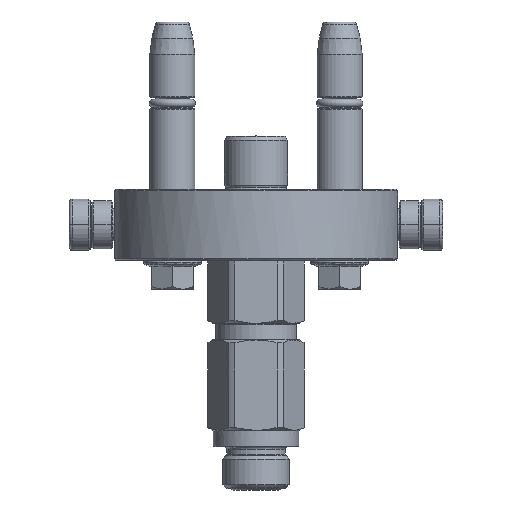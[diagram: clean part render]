
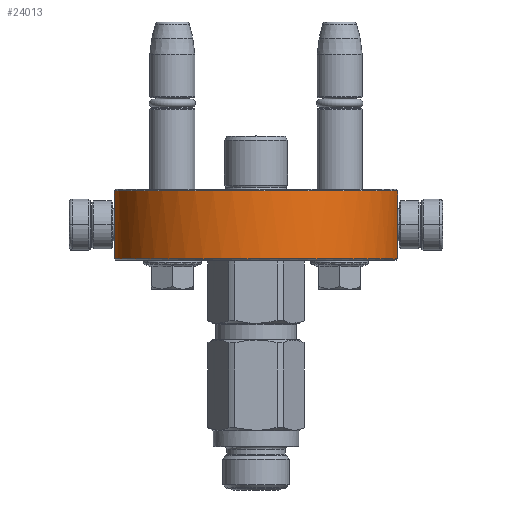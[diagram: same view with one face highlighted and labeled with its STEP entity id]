
A CAD part, left-side view. The second image highlights one B-rep face of the part: STEP entity #24013.
In plain terms, the highlighted cylindrical face has radius 44.75 mm (diameter 89.5 mm), a partial arc.
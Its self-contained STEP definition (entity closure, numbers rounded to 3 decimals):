
#40 = CARTESIAN_POINT ( 'NONE',  ( -8.159, 44., -21.5 ) ) ;
#1018 = CARTESIAN_POINT ( 'NONE',  ( -44.525, 5.174, -0.5 ) ) ;
#1509 = CARTESIAN_POINT ( 'NONE',  ( -24.862, 37.298, -0.5 ) ) ;
#2438 = CARTESIAN_POINT ( 'NONE',  ( -30.926, -32.448, -21.5 ) ) ;
#2600 = CARTESIAN_POINT ( 'NONE',  ( -10.702, -43.528, -21.5 ) ) ;
#2770 = CARTESIAN_POINT ( 'NONE',  ( -40.114, -20.002, -21.5 ) ) ;
#3248 = CARTESIAN_POINT ( 'NONE',  ( -13.205, 42.836, -21.5 ) ) ;
#3306 = VERTEX_POINT ( 'NONE', #45882 ) ;
#4882 = CARTESIAN_POINT ( 'NONE',  ( -24.862, -37.298, -0.5 ) ) ;
#5302 = CYLINDRICAL_SURFACE ( 'NONE', #19485, 44.75 ) ;
#5608 = ORIENTED_EDGE ( 'NONE', *, *, #36817, .F. ) ;
#6647 = CARTESIAN_POINT ( 'NONE',  ( -42.964, -12.78, -21.5 ) ) ;
#7079 = CARTESIAN_POINT ( 'NONE',  ( -8.159, 44., -0.5 ) ) ;
#7330 = CARTESIAN_POINT ( 'NONE',  ( -41.205, 17.646, -21.5 ) ) ;
#8916 = VERTEX_POINT ( 'NONE', #14491 ) ;
#9251 = CARTESIAN_POINT ( 'NONE',  ( -32.753, 30.603, -0.5 ) ) ;
#9424 = CARTESIAN_POINT ( 'NONE',  ( -13.205, 42.836, -0.5 ) ) ;
#10501 = CARTESIAN_POINT ( 'NONE',  ( -43.632, -10.27, -21.5 ) ) ;
#10829 = CARTESIAN_POINT ( 'NONE',  ( -24.862, 37.298, -21.5 ) ) ;
#11158 = CARTESIAN_POINT ( 'NONE',  ( -30.926, 32.448, -21.5 ) ) ;
#11638 = VERTEX_POINT ( 'NONE', #34086 ) ;
#12537 = CARTESIAN_POINT ( 'NONE',  ( -8.159, -44., -0.5 ) ) ;
#12622 = CARTESIAN_POINT ( 'NONE',  ( -36.061, 26.624, -0.5 ) ) ;
#12775 = CARTESIAN_POINT ( 'NONE',  ( -10.702, -43.528, -0.5 ) ) ;
#13104 = CARTESIAN_POINT ( 'NONE',  ( -44.75, -2.587, -0.5 ) ) ;
#13860 = CARTESIAN_POINT ( 'NONE',  ( -8.159, -44., -21.5 ) ) ;
#14195 = CARTESIAN_POINT ( 'NONE',  ( -18.053, -41.028, -21.5 ) ) ;
#14491 = CARTESIAN_POINT ( 'NONE',  ( -8.159, -44., -21.5 ) ) ;
#15326 = CARTESIAN_POINT ( 'NONE',  ( -43.632, 10.27, -21.5 ) ) ;
#16433 = CARTESIAN_POINT ( 'NONE',  ( -20.399, -39.914, -0.5 ) ) ;
#16760 = CARTESIAN_POINT ( 'NONE',  ( -42.964, -12.78, -0.5 ) ) ;
#16921 = CARTESIAN_POINT ( 'NONE',  ( -26.98, -35.795, -0.5 ) ) ;
#18021 = CARTESIAN_POINT ( 'NONE',  ( -26.98, -35.795, -21.5 ) ) ;
#18658 = CARTESIAN_POINT ( 'NONE',  ( -37.542, 24.492, -21.5 ) ) ;
#18825 = CARTESIAN_POINT ( 'NONE',  ( -32.753, 30.603, -21.5 ) ) ;
#19369 = DIRECTION ( 'NONE',  ( 0., 0., -1. ) ) ;
#19485 = AXIS2_PLACEMENT_3D ( 'NONE', #41769, #37949, #38434 ) ;
#20287 = CARTESIAN_POINT ( 'NONE',  ( -13.205, -42.836, -0.5 ) ) ;
#20971 = CARTESIAN_POINT ( 'NONE',  ( -44.75, 2.587, -0.5 ) ) ;
#21356 = B_SPLINE_CURVE_WITH_KNOTS ( 'NONE', 3,
 ( #31804, #24483, #9424, #47298, #35832, #1509, #27824, #43802, #9251, #12622, #28155, #39643, #35997, #39323, #28314, #1018, #20971, #13104, #43146, #36165, #16760, #39983, #23990, #43484, #27990, #24149, #39808, #16921, #4882, #16433, #31653, #20287, #12775, #46976 ),
 .UNSPECIFIED., .F., .F.,
 ( 4, 2, 2, 2, 2, 2, 2, 2, 2, 2, 2, 2, 2, 2, 2, 2, 4 ),
 ( 0., 0.063, 0.125, 0.188, 0.25, 0.313, 0.375, 0.438, 0.5, 0.563, 0.625, 0.688, 0.75, 0.813, 0.875, 0.938, 1. ),
 .UNSPECIFIED. ) ;
#21714 = CARTESIAN_POINT ( 'NONE',  ( -13.205, -42.836, -21.5 ) ) ;
#23022 = CARTESIAN_POINT ( 'NONE',  ( -26.98, 35.795, -21.5 ) ) ;
#23510 = VECTOR ( 'NONE', #19369, 1000. ) ;
#23990 = CARTESIAN_POINT ( 'NONE',  ( -40.114, -20.002, -0.5 ) ) ;
#24013 = ADVANCED_FACE ( 'NONE', ( #45382 ), #5302, .T. ) ;
#24149 = CARTESIAN_POINT ( 'NONE',  ( -32.753, -30.603, -0.5 ) ) ;
#24483 = CARTESIAN_POINT ( 'NONE',  ( -10.702, 43.528, -0.5 ) ) ;
#25719 = CARTESIAN_POINT ( 'NONE',  ( -37.542, -24.492, -21.5 ) ) ;
#26213 = CARTESIAN_POINT ( 'NONE',  ( -20.399, 39.914, -21.5 ) ) ;
#26546 = CARTESIAN_POINT ( 'NONE',  ( -42.964, 12.78, -21.5 ) ) ;
#27033 = ORIENTED_EDGE ( 'NONE', *, *, #37428, .F. ) ;
#27824 = CARTESIAN_POINT ( 'NONE',  ( -26.98, 35.795, -0.5 ) ) ;
#27990 = CARTESIAN_POINT ( 'NONE',  ( -36.061, -26.624, -0.5 ) ) ;
#28155 = CARTESIAN_POINT ( 'NONE',  ( -37.542, 24.492, -0.5 ) ) ;
#28314 = CARTESIAN_POINT ( 'NONE',  ( -43.632, 10.27, -0.5 ) ) ;
#28680 = ORIENTED_EDGE ( 'NONE', *, *, #47177, .F. ) ;
#29413 = CARTESIAN_POINT ( 'NONE',  ( -24.862, -37.298, -21.5 ) ) ;
#29570 = CARTESIAN_POINT ( 'NONE',  ( -41.205, -17.646, -21.5 ) ) ;
#29891 = CARTESIAN_POINT ( 'NONE',  ( -40.114, 20.002, -21.5 ) ) ;
#30216 = CARTESIAN_POINT ( 'NONE',  ( -10.702, 43.528, -21.5 ) ) ;
#30379 = CARTESIAN_POINT ( 'NONE',  ( -44.525, 5.174, -21.5 ) ) ;
#31139 = B_SPLINE_CURVE_WITH_KNOTS ( 'NONE', 3,
 ( #13860, #2600, #21714, #14195, #48393, #29413, #18021, #2438, #41026, #48545, #25719, #2770, #29570, #6647, #10501, #41527, #41361, #37720, #30379, #15326, #26546, #7330, #29891, #18658, #49543, #18825, #11158, #23022, #10829, #26213, #42017, #3248, #30216, #40 ),
 .UNSPECIFIED., .F., .F.,
 ( 4, 2, 2, 2, 2, 2, 2, 2, 2, 2, 2, 2, 2, 2, 2, 2, 4 ),
 ( 0., 0.062, 0.125, 0.187, 0.25, 0.312, 0.375, 0.437, 0.5, 0.562, 0.625, 0.687, 0.75, 0.812, 0.875, 0.937, 1. ),
 .UNSPECIFIED. ) ;
#31653 = CARTESIAN_POINT ( 'NONE',  ( -18.053, -41.028, -0.5 ) ) ;
#31804 = CARTESIAN_POINT ( 'NONE',  ( -8.159, 44., -0.5 ) ) ;
#32625 = ORIENTED_EDGE ( 'NONE', *, *, #47118, .T. ) ;
#34086 = CARTESIAN_POINT ( 'NONE',  ( -8.159, 44., -21.5 ) ) ;
#35832 = CARTESIAN_POINT ( 'NONE',  ( -20.399, 39.914, -0.5 ) ) ;
#35997 = CARTESIAN_POINT ( 'NONE',  ( -41.205, 17.646, -0.5 ) ) ;
#36165 = CARTESIAN_POINT ( 'NONE',  ( -43.632, -10.27, -0.5 ) ) ;
#36817 = EDGE_CURVE ( 'NONE', #8916, #11638, #31139, .T. ) ;
#37428 = EDGE_CURVE ( 'NONE', #46522, #3306, #21356, .T. ) ;
#37554 = VECTOR ( 'NONE', #39072, 1000. ) ;
#37720 = CARTESIAN_POINT ( 'NONE',  ( -44.75, 2.587, -21.5 ) ) ;
#37949 = DIRECTION ( 'NONE',  ( 0., 0., -1. ) ) ;
#38434 = DIRECTION ( 'NONE',  ( 1., 0., 0. ) ) ;
#38535 = LINE ( 'NONE', #49092, #23510 ) ;
#39072 = DIRECTION ( 'NONE',  ( 0., 0., -1. ) ) ;
#39323 = CARTESIAN_POINT ( 'NONE',  ( -42.964, 12.78, -0.5 ) ) ;
#39643 = CARTESIAN_POINT ( 'NONE',  ( -40.114, 20.002, -0.5 ) ) ;
#39808 = CARTESIAN_POINT ( 'NONE',  ( -30.926, -32.448, -0.5 ) ) ;
#39983 = CARTESIAN_POINT ( 'NONE',  ( -41.205, -17.646, -0.5 ) ) ;
#40156 = EDGE_LOOP ( 'NONE', ( #32625, #5608, #28680, #27033 ) ) ;
#41026 = CARTESIAN_POINT ( 'NONE',  ( -32.753, -30.603, -21.5 ) ) ;
#41361 = CARTESIAN_POINT ( 'NONE',  ( -44.75, -2.587, -21.5 ) ) ;
#41527 = CARTESIAN_POINT ( 'NONE',  ( -44.525, -5.174, -21.5 ) ) ;
#41769 = CARTESIAN_POINT ( 'NONE',  ( 0., 0., 0. ) ) ;
#42017 = CARTESIAN_POINT ( 'NONE',  ( -18.053, 41.028, -21.5 ) ) ;
#43146 = CARTESIAN_POINT ( 'NONE',  ( -44.525, -5.174, -0.5 ) ) ;
#43484 = CARTESIAN_POINT ( 'NONE',  ( -37.542, -24.492, -0.5 ) ) ;
#43802 = CARTESIAN_POINT ( 'NONE',  ( -30.926, 32.448, -0.5 ) ) ;
#45304 = LINE ( 'NONE', #12537, #37554 ) ;
#45382 = FACE_OUTER_BOUND ( 'NONE', #40156, .T. ) ;
#45882 = CARTESIAN_POINT ( 'NONE',  ( -8.159, -44., -0.5 ) ) ;
#46522 = VERTEX_POINT ( 'NONE', #7079 ) ;
#46976 = CARTESIAN_POINT ( 'NONE',  ( -8.159, -44., -0.5 ) ) ;
#47118 = EDGE_CURVE ( 'NONE', #46522, #11638, #38535, .T. ) ;
#47177 = EDGE_CURVE ( 'NONE', #3306, #8916, #45304, .T. ) ;
#47298 = CARTESIAN_POINT ( 'NONE',  ( -18.053, 41.028, -0.5 ) ) ;
#48393 = CARTESIAN_POINT ( 'NONE',  ( -20.399, -39.914, -21.5 ) ) ;
#48545 = CARTESIAN_POINT ( 'NONE',  ( -36.061, -26.624, -21.5 ) ) ;
#49092 = CARTESIAN_POINT ( 'NONE',  ( -8.159, 44., -0.5 ) ) ;
#49543 = CARTESIAN_POINT ( 'NONE',  ( -36.061, 26.624, -21.5 ) ) ;
